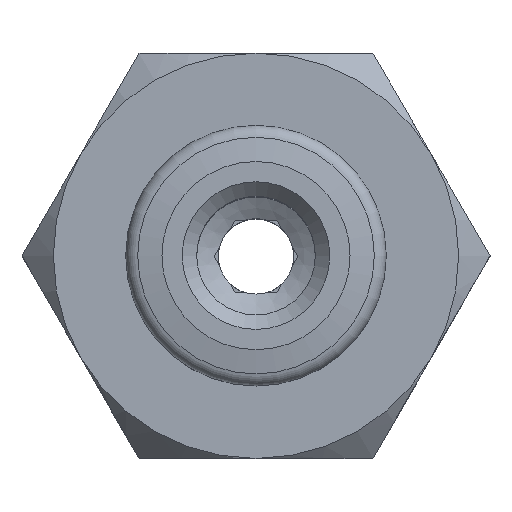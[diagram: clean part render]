
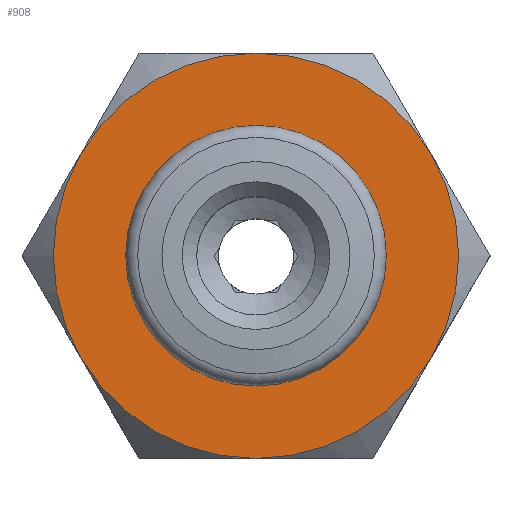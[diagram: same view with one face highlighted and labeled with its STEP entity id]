
A CAD part, top view. The second image highlights one B-rep face of the part: STEP entity #908.
In plain terms, the highlighted planar face has unit normal (0, 0, 1).
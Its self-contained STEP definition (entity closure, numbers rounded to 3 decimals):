
#131=PLANE('',#1005);
#204=FACE_BOUND('',#322,.T.);
#233=FACE_OUTER_BOUND('',#321,.T.);
#321=EDGE_LOOP('',(#693,#694,#695,#696,#697,#698));
#322=EDGE_LOOP('',(#699));
#397=CIRCLE('',#1004,4.5);
#398=CIRCLE('',#1006,7.);
#399=CIRCLE('',#1007,7.);
#400=CIRCLE('',#1008,7.);
#401=CIRCLE('',#1009,7.);
#402=CIRCLE('',#1010,7.);
#403=CIRCLE('',#1011,7.);
#460=VERTEX_POINT('',#1515);
#461=VERTEX_POINT('',#1518);
#462=VERTEX_POINT('',#1519);
#463=VERTEX_POINT('',#1521);
#464=VERTEX_POINT('',#1523);
#465=VERTEX_POINT('',#1525);
#466=VERTEX_POINT('',#1527);
#547=EDGE_CURVE('',#460,#460,#397,.T.);
#548=EDGE_CURVE('',#461,#462,#398,.T.);
#549=EDGE_CURVE('',#463,#461,#399,.T.);
#550=EDGE_CURVE('',#464,#463,#400,.T.);
#551=EDGE_CURVE('',#465,#464,#401,.T.);
#552=EDGE_CURVE('',#466,#465,#402,.T.);
#553=EDGE_CURVE('',#462,#466,#403,.T.);
#693=ORIENTED_EDGE('',*,*,#548,.F.);
#694=ORIENTED_EDGE('',*,*,#549,.F.);
#695=ORIENTED_EDGE('',*,*,#550,.F.);
#696=ORIENTED_EDGE('',*,*,#551,.F.);
#697=ORIENTED_EDGE('',*,*,#552,.F.);
#698=ORIENTED_EDGE('',*,*,#553,.F.);
#699=ORIENTED_EDGE('',*,*,#547,.T.);
#908=ADVANCED_FACE('',(#233,#204),#131,.T.);
#1004=AXIS2_PLACEMENT_3D('',#1516,#1173,#1174);
#1005=AXIS2_PLACEMENT_3D('',#1517,#1175,#1176);
#1006=AXIS2_PLACEMENT_3D('',#1520,#1177,#1178);
#1007=AXIS2_PLACEMENT_3D('',#1522,#1179,#1180);
#1008=AXIS2_PLACEMENT_3D('',#1524,#1181,#1182);
#1009=AXIS2_PLACEMENT_3D('',#1526,#1183,#1184);
#1010=AXIS2_PLACEMENT_3D('',#1528,#1185,#1186);
#1011=AXIS2_PLACEMENT_3D('',#1529,#1187,#1188);
#1173=DIRECTION('center_axis',(0.,0.,-1.));
#1174=DIRECTION('ref_axis',(0.,1.,0.));
#1175=DIRECTION('center_axis',(0.,0.,1.));
#1176=DIRECTION('ref_axis',(0.,-1.,0.));
#1177=DIRECTION('center_axis',(0.,0.,-1.));
#1178=DIRECTION('ref_axis',(-0.866,0.5,0.));
#1179=DIRECTION('center_axis',(0.,0.,-1.));
#1180=DIRECTION('ref_axis',(-0.866,-0.5,0.));
#1181=DIRECTION('center_axis',(0.,0.,-1.));
#1182=DIRECTION('ref_axis',(0.,-1.,0.));
#1183=DIRECTION('center_axis',(0.,0.,-1.));
#1184=DIRECTION('ref_axis',(0.866,-0.5,0.));
#1185=DIRECTION('center_axis',(0.,0.,-1.));
#1186=DIRECTION('ref_axis',(0.866,0.5,0.));
#1187=DIRECTION('center_axis',(0.,0.,-1.));
#1188=DIRECTION('ref_axis',(0.,1.,0.));
#1515=CARTESIAN_POINT('',(8.488,19.816,20.129));
#1516=CARTESIAN_POINT('Origin',(8.488,15.316,20.129));
#1517=CARTESIAN_POINT('Origin',(8.488,22.316,20.129));
#1518=CARTESIAN_POINT('',(2.426,18.816,20.129));
#1519=CARTESIAN_POINT('',(8.488,22.316,20.129));
#1520=CARTESIAN_POINT('Origin',(8.488,15.316,20.129));
#1521=CARTESIAN_POINT('',(2.426,11.816,20.129));
#1522=CARTESIAN_POINT('Origin',(8.488,15.316,20.129));
#1523=CARTESIAN_POINT('',(8.488,8.316,20.129));
#1524=CARTESIAN_POINT('Origin',(8.488,15.316,20.129));
#1525=CARTESIAN_POINT('',(14.55,11.816,20.129));
#1526=CARTESIAN_POINT('Origin',(8.488,15.316,20.129));
#1527=CARTESIAN_POINT('',(14.55,18.816,20.129));
#1528=CARTESIAN_POINT('Origin',(8.488,15.316,20.129));
#1529=CARTESIAN_POINT('Origin',(8.488,15.316,20.129));
